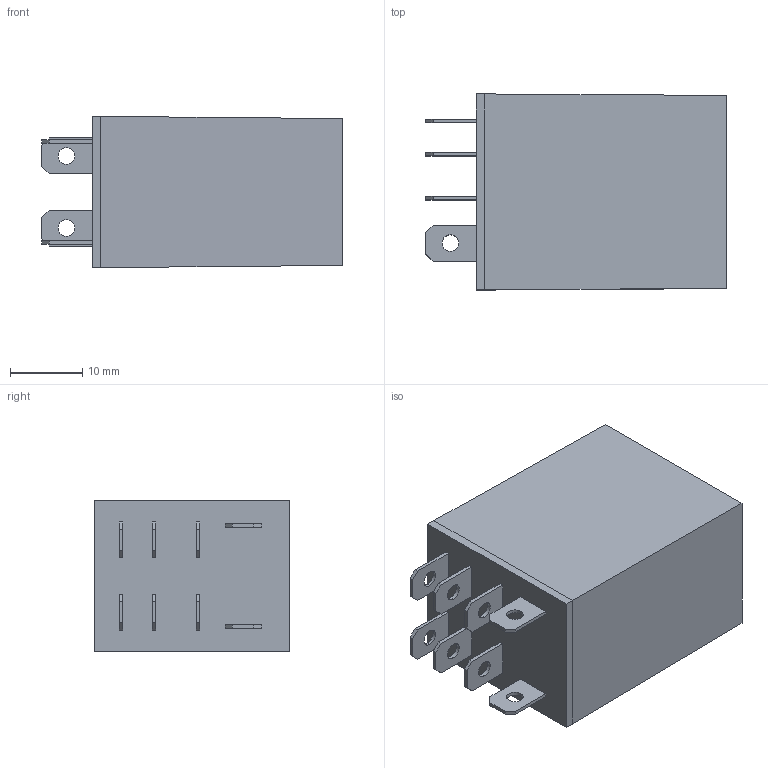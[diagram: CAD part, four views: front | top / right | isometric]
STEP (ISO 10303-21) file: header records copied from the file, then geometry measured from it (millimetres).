
FILE_DESCRIPTION (( 'STEP AP214' ), '1' );
FILE_NAME ('38JGX-13F.STEP', '2025-04-07T06:17:41', ( '' ), ( 'Microsoft' ), 'SwSTEP 2.0', 'SolidWorks 2014', '' );
FILE_SCHEMA (( 'AUTOMOTIVE_DESIGN' ));
Length unit declared in the file: millimetre
Products named in the file (1): 38JGX-13F
Bounding box: 41.7 x 27.2 x 21 mm (x, y, z)
Volume: 19528.6 mm3; surface area: 4987.3 mm2
Topology: 1 solids, 1 shells, 82 faces, 212 edges, 140 vertices
Faces by surface type: plane 66, cylinder 16
Entity records: 2542 total; most frequent: CARTESIAN_POINT 435, ORIENTED_EDGE 424, DIRECTION 410, EDGE_CURVE 212, LINE 180, VECTOR 180, VERTEX_POINT 140, AXIS2_PLACEMENT_3D 115
